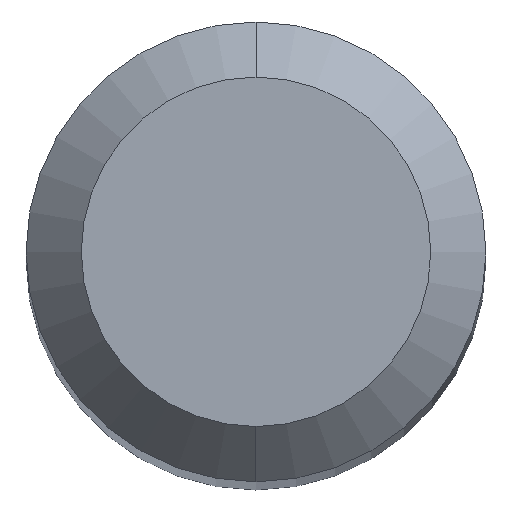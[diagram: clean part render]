
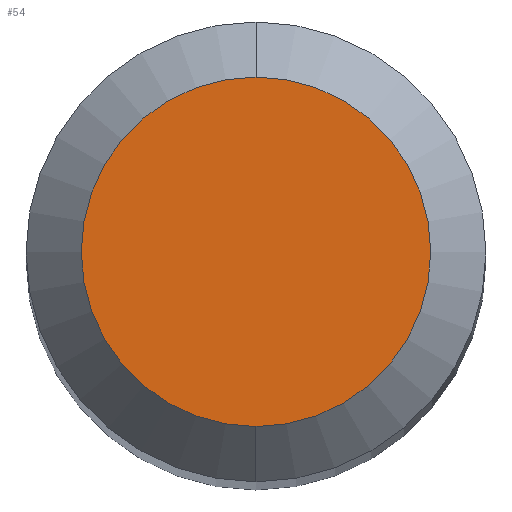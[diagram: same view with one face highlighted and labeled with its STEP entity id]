
A CAD part, top view. The second image highlights one B-rep face of the part: STEP entity #54.
In plain terms, the highlighted planar face has unit normal (0, 0, 1).
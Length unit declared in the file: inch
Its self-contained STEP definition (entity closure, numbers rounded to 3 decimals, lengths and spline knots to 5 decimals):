
#4 = AXIS2_PLACEMENT_3D ( 'NONE', #346, #34, #142 ) ;
#5 = AXIS2_PLACEMENT_3D ( 'NONE', #402, #153, #314 ) ;
#14 = ORIENTED_EDGE ( 'NONE', *, *, #192, .T. ) ;
#34 = DIRECTION ( 'NONE',  ( 0., 0., -1. ) ) ;
#54 = ADVANCED_FACE ( 'NONE', ( #414 ), #457, .F. ) ;
#62 = EDGE_LOOP ( 'NONE', ( #148, #14 ) ) ;
#79 = CIRCLE ( 'NONE', #235, 0.0475 ) ;
#142 = DIRECTION ( 'NONE',  ( 0., 1., 0. ) ) ;
#148 = ORIENTED_EDGE ( 'NONE', *, *, #293, .T. ) ;
#153 = DIRECTION ( 'NONE',  ( 0., 0., 1. ) ) ;
#160 = CARTESIAN_POINT ( 'NONE',  ( 0., -0.0475, 0. ) ) ;
#192 = EDGE_CURVE ( 'NONE', #481, #494, #225, .T. ) ;
#224 = DIRECTION ( 'NONE',  ( 0., -1., 0. ) ) ;
#225 = CIRCLE ( 'NONE', #5, 0.0475 ) ;
#235 = AXIS2_PLACEMENT_3D ( 'NONE', #462, #389, #224 ) ;
#293 = EDGE_CURVE ( 'NONE', #494, #481, #79, .T. ) ;
#314 = DIRECTION ( 'NONE',  ( 0., -1., 0. ) ) ;
#346 = CARTESIAN_POINT ( 'NONE',  ( 0., 0.0475, 0. ) ) ;
#389 = DIRECTION ( 'NONE',  ( 0., 0., 1. ) ) ;
#402 = CARTESIAN_POINT ( 'NONE',  ( 0., 0., 0. ) ) ;
#414 = FACE_OUTER_BOUND ( 'NONE', #62, .T. ) ;
#435 = CARTESIAN_POINT ( 'NONE',  ( 0., 0.0475, 0. ) ) ;
#457 = PLANE ( 'NONE',  #4 ) ;
#462 = CARTESIAN_POINT ( 'NONE',  ( 0., 0., 0. ) ) ;
#481 = VERTEX_POINT ( 'NONE', #160 ) ;
#494 = VERTEX_POINT ( 'NONE', #435 ) ;
